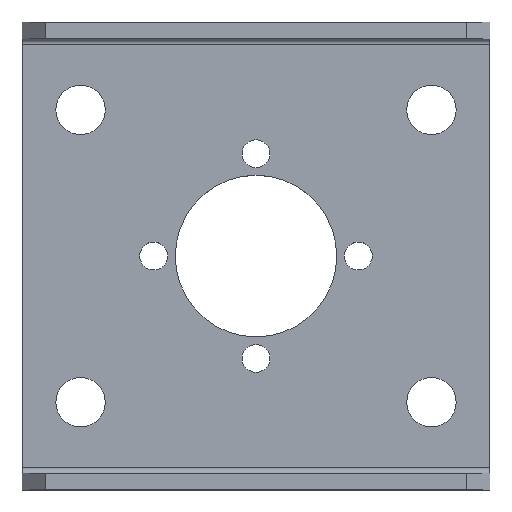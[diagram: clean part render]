
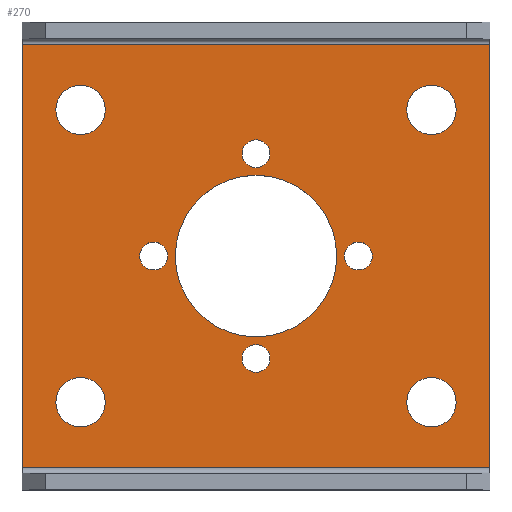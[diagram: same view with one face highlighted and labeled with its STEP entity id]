
A CAD part, top view. The second image highlights one B-rep face of the part: STEP entity #270.
In plain terms, the highlighted planar face has unit normal (0, 0, 1).
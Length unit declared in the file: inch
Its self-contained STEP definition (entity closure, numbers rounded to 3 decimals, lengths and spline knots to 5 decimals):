
#2 = DIRECTION ( 'NONE',  ( 0., 0., 1. ) ) ;
#14 = EDGE_LOOP ( 'NONE', ( #239 ) ) ;
#25 = ORIENTED_EDGE ( 'NONE', *, *, #1294, .F. ) ;
#26 = AXIS2_PLACEMENT_3D ( 'NONE', #812, #1219, #307 ) ;
#55 = EDGE_LOOP ( 'NONE', ( #25 ) ) ;
#60 = EDGE_LOOP ( 'NONE', ( #264 ) ) ;
#72 = FACE_BOUND ( 'NONE', #14, .T. ) ;
#86 = FACE_BOUND ( 'NONE', #924, .T. ) ;
#94 = AXIS2_PLACEMENT_3D ( 'NONE', #905, #2, #405 ) ;
#98 = DIRECTION ( 'NONE',  ( 0., 0., 1. ) ) ;
#112 = ORIENTED_EDGE ( 'NONE', *, *, #403, .T. ) ;
#115 = CARTESIAN_POINT ( 'NONE',  ( 2.95472, 1.25984, 0.09 ) ) ;
#144 = CARTESIAN_POINT ( 'NONE',  ( 1.7078, 2.04724, 0.09 ) ) ;
#165 = CARTESIAN_POINT ( 'NONE',  ( 3.46457, 2.04724, 0.09 ) ) ;
#167 = CARTESIAN_POINT ( 'NONE',  ( 1.5748, 0.47244, 0.09 ) ) ;
#173 = DIRECTION ( 'NONE',  ( 0., 0., 1. ) ) ;
#175 = VERTEX_POINT ( 'NONE', #691 ) ;
#183 = CIRCLE ( 'NONE', #718, 0.43504 ) ;
#189 = CIRCLE ( 'NONE', #437, 0.133 ) ;
#196 = AXIS2_PLACEMENT_3D ( 'NONE', #167, #579, #979 ) ;
#207 = AXIS2_PLACEMENT_3D ( 'NONE', #1083, #173, #584 ) ;
#209 = VERTEX_POINT ( 'NONE', #620 ) ;
#214 = DIRECTION ( 'NONE',  ( 0., 0., 1. ) ) ;
#218 = CARTESIAN_POINT ( 'NONE',  ( 2.59469, 1.81102, 0.09 ) ) ;
#230 = ORIENTED_EDGE ( 'NONE', *, *, #849, .F. ) ;
#234 = CARTESIAN_POINT ( 'NONE',  ( 1.25984, 0., 0.09 ) ) ;
#239 = ORIENTED_EDGE ( 'NONE', *, *, #1247, .F. ) ;
#243 = VERTEX_POINT ( 'NONE', #659 ) ;
#257 = CARTESIAN_POINT ( 'NONE',  ( 5.03937, 0.119, 0.09 ) ) ;
#263 = EDGE_CURVE ( 'NONE', #209, #209, #189, .T. ) ;
#264 = ORIENTED_EDGE ( 'NONE', *, *, #569, .F. ) ;
#270 = ADVANCED_FACE ( 'NONE', ( #1072, #72, #1191, #486, #1301, #86, #1088, #282, #794, #692 ), #591, .T. ) ;
#275 = CARTESIAN_POINT ( 'NONE',  ( 3.14587, 1.25984, 0.09 ) ) ;
#276 = CARTESIAN_POINT ( 'NONE',  ( 3.77953, 0., 0.09 ) ) ;
#282 = FACE_BOUND ( 'NONE', #916, .T. ) ;
#303 = EDGE_CURVE ( 'NONE', #1021, #1021, #183, .T. ) ;
#307 = DIRECTION ( 'NONE',  ( 1., 0., 0. ) ) ;
#308 = CIRCLE ( 'NONE', #1198, 0.075 ) ;
#319 = VERTEX_POINT ( 'NONE', #729 ) ;
#374 = VERTEX_POINT ( 'NONE', #780 ) ;
#387 = DIRECTION ( 'NONE',  ( -1., 0., 0. ) ) ;
#391 = EDGE_CURVE ( 'NONE', #319, #319, #1050, .T. ) ;
#392 = DIRECTION ( 'NONE',  ( -1., 0., 0. ) ) ;
#396 = CARTESIAN_POINT ( 'NONE',  ( 2.51969, 0.70866, 0.09 ) ) ;
#403 = EDGE_CURVE ( 'NONE', #1061, #175, #1184, .T. ) ;
#404 = EDGE_CURVE ( 'NONE', #1125, #1125, #996, .T. ) ;
#405 = DIRECTION ( 'NONE',  ( 1., 0., 0. ) ) ;
#406 = AXIS2_PLACEMENT_3D ( 'NONE', #165, #578, #977 ) ;
#409 = VECTOR ( 'NONE', #649, 39.37008 ) ;
#416 = CIRCLE ( 'NONE', #94, 0.133 ) ;
#437 = AXIS2_PLACEMENT_3D ( 'NONE', #1047, #763, #576 ) ;
#439 = VECTOR ( 'NONE', #672, 39.37008 ) ;
#458 = EDGE_LOOP ( 'NONE', ( #1187 ) ) ;
#465 = EDGE_CURVE ( 'NONE', #175, #1017, #890, .T. ) ;
#477 = VERTEX_POINT ( 'NONE', #796 ) ;
#486 = FACE_BOUND ( 'NONE', #904, .T. ) ;
#499 = DIRECTION ( 'NONE',  ( 1., 0., 0. ) ) ;
#522 = EDGE_LOOP ( 'NONE', ( #878 ) ) ;
#527 = EDGE_LOOP ( 'NONE', ( #728 ) ) ;
#537 = EDGE_CURVE ( 'NONE', #243, #243, #308, .T. ) ;
#552 = ORIENTED_EDGE ( 'NONE', *, *, #1064, .T. ) ;
#569 = EDGE_CURVE ( 'NONE', #1056, #1056, #416, .T. ) ;
#576 = DIRECTION ( 'NONE',  ( 1., 0., 0. ) ) ;
#578 = DIRECTION ( 'NONE',  ( 0., 0., 1. ) ) ;
#579 = DIRECTION ( 'NONE',  ( 0., 0., 1. ) ) ;
#584 = DIRECTION ( 'NONE',  ( 1., 0., 0. ) ) ;
#591 = PLANE ( 'NONE',  #737 ) ;
#609 = CIRCLE ( 'NONE', #664, 0.075 ) ;
#620 = CARTESIAN_POINT ( 'NONE',  ( 3.59757, 0.47244, 0.09 ) ) ;
#628 = ORIENTED_EDGE ( 'NONE', *, *, #922, .F. ) ;
#644 = CARTESIAN_POINT ( 'NONE',  ( 1.25984, 2.40069, 0.09 ) ) ;
#649 = DIRECTION ( 'NONE',  ( 0., -1., 0. ) ) ;
#659 = CARTESIAN_POINT ( 'NONE',  ( 2.0435, 1.25984, 0.09 ) ) ;
#664 = AXIS2_PLACEMENT_3D ( 'NONE', #396, #804, #1208 ) ;
#672 = DIRECTION ( 'NONE',  ( -1., 0., 0. ) ) ;
#687 = DIRECTION ( 'NONE',  ( 0., 1., 0. ) ) ;
#691 = CARTESIAN_POINT ( 'NONE',  ( 3.77953, 2.40069, 0.09 ) ) ;
#692 = FACE_OUTER_BOUND ( 'NONE', #1068, .T. ) ;
#718 = AXIS2_PLACEMENT_3D ( 'NONE', #1288, #214, #1094 ) ;
#728 = ORIENTED_EDGE ( 'NONE', *, *, #263, .F. ) ;
#729 = CARTESIAN_POINT ( 'NONE',  ( 1.7078, 0.47244, 0.09 ) ) ;
#737 = AXIS2_PLACEMENT_3D ( 'NONE', #988, #888, #387 ) ;
#747 = CARTESIAN_POINT ( 'NONE',  ( 3.77953, 0.119, 0.09 ) ) ;
#763 = DIRECTION ( 'NONE',  ( 0., 0., 1. ) ) ;
#771 = VERTEX_POINT ( 'NONE', #1172 ) ;
#780 = CARTESIAN_POINT ( 'NONE',  ( 2.59469, 0.70866, 0.09 ) ) ;
#782 = ORIENTED_EDGE ( 'NONE', *, *, #391, .F. ) ;
#794 = FACE_BOUND ( 'NONE', #527, .T. ) ;
#796 = CARTESIAN_POINT ( 'NONE',  ( 1.25984, 0.119, 0.09 ) ) ;
#804 = DIRECTION ( 'NONE',  ( 0., 0., 1. ) ) ;
#812 = CARTESIAN_POINT ( 'NONE',  ( 3.07087, 1.25984, 0.09 ) ) ;
#849 = EDGE_CURVE ( 'NONE', #1061, #477, #1163, .T. ) ;
#878 = ORIENTED_EDGE ( 'NONE', *, *, #537, .F. ) ;
#888 = DIRECTION ( 'NONE',  ( 0., 0., 1. ) ) ;
#890 = LINE ( 'NONE', #1303, #1030 ) ;
#904 = EDGE_LOOP ( 'NONE', ( #906 ) ) ;
#905 = CARTESIAN_POINT ( 'NONE',  ( 1.5748, 2.04724, 0.09 ) ) ;
#906 = ORIENTED_EDGE ( 'NONE', *, *, #404, .F. ) ;
#916 = EDGE_LOOP ( 'NONE', ( #782 ) ) ;
#922 = EDGE_CURVE ( 'NONE', #771, #771, #1237, .T. ) ;
#924 = EDGE_LOOP ( 'NONE', ( #628 ) ) ;
#942 = CIRCLE ( 'NONE', #26, 0.075 ) ;
#977 = DIRECTION ( 'NONE',  ( 1., 0., 0. ) ) ;
#979 = DIRECTION ( 'NONE',  ( 1., 0., 0. ) ) ;
#988 = CARTESIAN_POINT ( 'NONE',  ( 5.03937, 0., 0.09 ) ) ;
#996 = CIRCLE ( 'NONE', #207, 0.075 ) ;
#997 = CARTESIAN_POINT ( 'NONE',  ( 1.9685, 1.25984, 0.09 ) ) ;
#1017 = VERTEX_POINT ( 'NONE', #644 ) ;
#1021 = VERTEX_POINT ( 'NONE', #115 ) ;
#1030 = VECTOR ( 'NONE', #392, 39.37008 ) ;
#1047 = CARTESIAN_POINT ( 'NONE',  ( 3.46457, 0.47244, 0.09 ) ) ;
#1050 = CIRCLE ( 'NONE', #196, 0.133 ) ;
#1056 = VERTEX_POINT ( 'NONE', #144 ) ;
#1061 = VERTEX_POINT ( 'NONE', #747 ) ;
#1064 = EDGE_CURVE ( 'NONE', #1017, #477, #1141, .T. ) ;
#1068 = EDGE_LOOP ( 'NONE', ( #230, #112, #1132, #552 ) ) ;
#1072 = FACE_BOUND ( 'NONE', #55, .T. ) ;
#1083 = CARTESIAN_POINT ( 'NONE',  ( 2.51969, 1.81102, 0.09 ) ) ;
#1088 = FACE_BOUND ( 'NONE', #60, .T. ) ;
#1094 = DIRECTION ( 'NONE',  ( 1., 0., 0. ) ) ;
#1125 = VERTEX_POINT ( 'NONE', #218 ) ;
#1132 = ORIENTED_EDGE ( 'NONE', *, *, #465, .T. ) ;
#1141 = LINE ( 'NONE', #234, #409 ) ;
#1163 = LINE ( 'NONE', #257, #439 ) ;
#1172 = CARTESIAN_POINT ( 'NONE',  ( 3.59757, 2.04724, 0.09 ) ) ;
#1182 = VERTEX_POINT ( 'NONE', #275 ) ;
#1184 = LINE ( 'NONE', #276, #1205 ) ;
#1187 = ORIENTED_EDGE ( 'NONE', *, *, #303, .F. ) ;
#1191 = FACE_BOUND ( 'NONE', #522, .T. ) ;
#1198 = AXIS2_PLACEMENT_3D ( 'NONE', #997, #98, #499 ) ;
#1205 = VECTOR ( 'NONE', #687, 39.37008 ) ;
#1208 = DIRECTION ( 'NONE',  ( 1., 0., 0. ) ) ;
#1219 = DIRECTION ( 'NONE',  ( 0., 0., 1. ) ) ;
#1237 = CIRCLE ( 'NONE', #406, 0.133 ) ;
#1247 = EDGE_CURVE ( 'NONE', #374, #374, #609, .T. ) ;
#1288 = CARTESIAN_POINT ( 'NONE',  ( 2.51969, 1.25984, 0.09 ) ) ;
#1294 = EDGE_CURVE ( 'NONE', #1182, #1182, #942, .T. ) ;
#1301 = FACE_BOUND ( 'NONE', #458, .T. ) ;
#1303 = CARTESIAN_POINT ( 'NONE',  ( 5.03937, 2.40069, 0.09 ) ) ;
